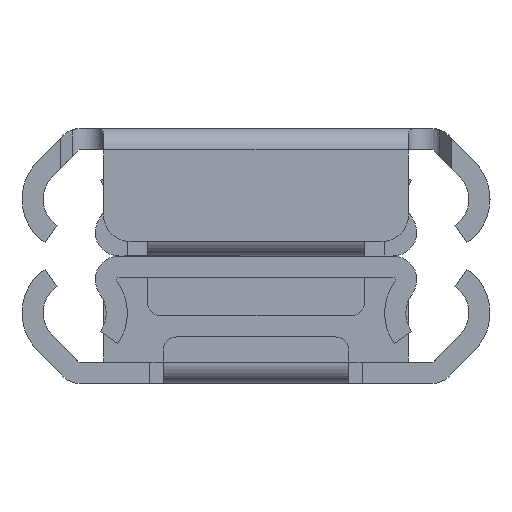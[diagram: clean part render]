
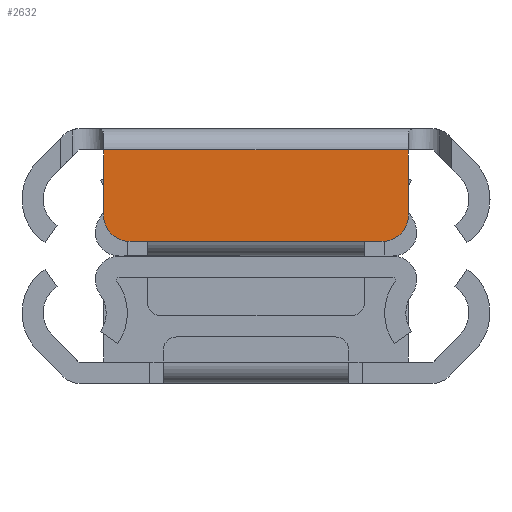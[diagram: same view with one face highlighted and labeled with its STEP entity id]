
A CAD part, left-side view. The second image highlights one B-rep face of the part: STEP entity #2632.
In plain terms, the highlighted face is planar.
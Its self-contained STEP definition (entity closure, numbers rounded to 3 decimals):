
#277 = ORIENTED_EDGE ( 'NONE', *, *, #2842, .F. ) ;
#296 = CARTESIAN_POINT ( 'NONE',  ( 355.6, -11.5, 0. ) ) ;
#306 = CIRCLE ( 'NONE', #4502, 2. ) ;
#655 = DIRECTION ( 'NONE',  ( 0., 0., 1. ) ) ;
#729 = DIRECTION ( 'NONE',  ( 0., 1., 0. ) ) ;
#814 = AXIS2_PLACEMENT_3D ( 'NONE', #1142, #4327, #3911 ) ;
#848 = EDGE_CURVE ( 'NONE', #4260, #2829, #1071, .T. ) ;
#953 = EDGE_CURVE ( 'NONE', #1857, #3105, #1583, .T. ) ;
#1039 = CARTESIAN_POINT ( 'NONE',  ( 355.6, -11.5, 1.6 ) ) ;
#1040 = EDGE_CURVE ( 'NONE', #2829, #3105, #306, .T. ) ;
#1071 = LINE ( 'NONE', #3914, #3817 ) ;
#1092 = ORIENTED_EDGE ( 'NONE', *, *, #1040, .T. ) ;
#1093 = EDGE_CURVE ( 'NONE', #1857, #3448, #3755, .T. ) ;
#1139 = CARTESIAN_POINT ( 'NONE',  ( 355.6, 11.5, 1.6 ) ) ;
#1142 = CARTESIAN_POINT ( 'NONE',  ( 355.6, -9.5, 6.5 ) ) ;
#1151 = EDGE_LOOP ( 'NONE', ( #277, #2958, #1444, #1092, #1797, #2844 ) ) ;
#1195 = CARTESIAN_POINT ( 'NONE',  ( 355.6, 9.5, 8.5 ) ) ;
#1275 = CARTESIAN_POINT ( 'NONE',  ( 355.6, 11.5, 8.5 ) ) ;
#1444 = ORIENTED_EDGE ( 'NONE', *, *, #848, .T. ) ;
#1480 = CARTESIAN_POINT ( 'NONE',  ( 355.6, -11.5, 6.5 ) ) ;
#1543 = CARTESIAN_POINT ( 'NONE',  ( 355.6, 9.5, 6.5 ) ) ;
#1583 = LINE ( 'NONE', #1275, #4207 ) ;
#1629 = LINE ( 'NONE', #296, #3282 ) ;
#1797 = ORIENTED_EDGE ( 'NONE', *, *, #953, .F. ) ;
#1857 = VERTEX_POINT ( 'NONE', #3334 ) ;
#1952 = DIRECTION ( 'NONE',  ( 0., 0., -1. ) ) ;
#2313 = VECTOR ( 'NONE', #729, 1000. ) ;
#2370 = DIRECTION ( 'NONE',  ( 0., 1., 0. ) ) ;
#2578 = VERTEX_POINT ( 'NONE', #1039 ) ;
#2586 = DIRECTION ( 'NONE',  ( 0., 0., -1. ) ) ;
#2632 = ADVANCED_FACE ( 'NONE', ( #3228 ), #4285, .T. ) ;
#2829 = VERTEX_POINT ( 'NONE', #4558 ) ;
#2842 = EDGE_CURVE ( 'NONE', #2578, #3448, #1629, .T. ) ;
#2844 = ORIENTED_EDGE ( 'NONE', *, *, #1093, .T. ) ;
#2859 = DIRECTION ( 'NONE',  ( 0., 0., 1. ) ) ;
#2958 = ORIENTED_EDGE ( 'NONE', *, *, #4378, .T. ) ;
#3105 = VERTEX_POINT ( 'NONE', #1195 ) ;
#3228 = FACE_OUTER_BOUND ( 'NONE', #1151, .T. ) ;
#3282 = VECTOR ( 'NONE', #655, 1000. ) ;
#3322 = AXIS2_PLACEMENT_3D ( 'NONE', #3365, #4093, #1952 ) ;
#3334 = CARTESIAN_POINT ( 'NONE',  ( 355.6, -9.5, 8.5 ) ) ;
#3365 = CARTESIAN_POINT ( 'NONE',  ( 355.6, 13.65, 5.3 ) ) ;
#3448 = VERTEX_POINT ( 'NONE', #1480 ) ;
#3755 = CIRCLE ( 'NONE', #814, 2. ) ;
#3817 = VECTOR ( 'NONE', #2859, 1000. ) ;
#3911 = DIRECTION ( 'NONE',  ( 0., 0., -1. ) ) ;
#3914 = CARTESIAN_POINT ( 'NONE',  ( 355.6, 11.5, 0. ) ) ;
#4093 = DIRECTION ( 'NONE',  ( 1., 0., 0. ) ) ;
#4207 = VECTOR ( 'NONE', #2370, 1000. ) ;
#4215 = LINE ( 'NONE', #4295, #2313 ) ;
#4260 = VERTEX_POINT ( 'NONE', #1139 ) ;
#4285 = PLANE ( 'NONE',  #3322 ) ;
#4295 = CARTESIAN_POINT ( 'NONE',  ( 355.6, 11.5, 1.6 ) ) ;
#4327 = DIRECTION ( 'NONE',  ( 1., 0., 0. ) ) ;
#4373 = DIRECTION ( 'NONE',  ( 1., 0., 0. ) ) ;
#4378 = EDGE_CURVE ( 'NONE', #2578, #4260, #4215, .T. ) ;
#4502 = AXIS2_PLACEMENT_3D ( 'NONE', #1543, #4373, #2586 ) ;
#4558 = CARTESIAN_POINT ( 'NONE',  ( 355.6, 11.5, 6.5 ) ) ;
